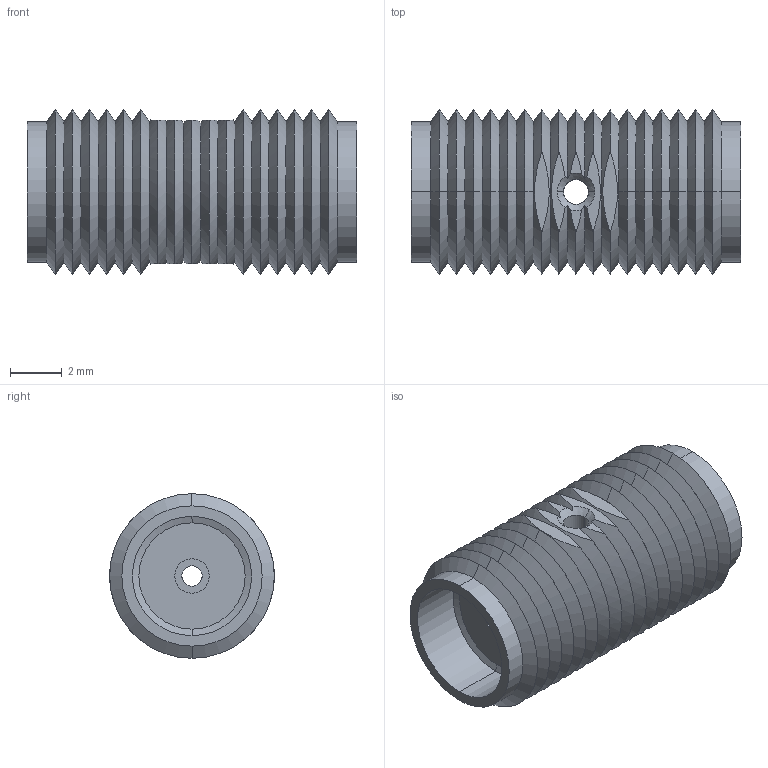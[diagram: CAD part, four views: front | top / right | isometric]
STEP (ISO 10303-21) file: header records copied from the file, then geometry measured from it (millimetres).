
FILE_DESCRIPTION (( 'STEP AP203' ), '1' );
FILE_NAME ('LCAD9070_3D.STEP', '2022-08-22T19:05:06', ( '' ), ( '' ), 'SwSTEP 2.0', 'SolidWorks 2021', '' );
FILE_SCHEMA (( 'CONFIG_CONTROL_DESIGN' ));
Length unit declared in the file: inch
Products named in the file (1): LCAD9070_3D
Bounding box: 12.7 x 6.35 x 6.35 mm (x, y, z)
Volume: 255.4 mm3; surface area: 523.9 mm2
Topology: 1 solids, 1 shells, 116 faces, 274 edges, 160 vertices
Faces by surface type: cone 76, plane 22, cylinder 18
Entity records: 3555 total; most frequent: CARTESIAN_POINT 839, DIRECTION 570, ORIENTED_EDGE 548, EDGE_CURVE 274, AXIS2_PLACEMENT_3D 239, VERTEX_POINT 160, EDGE_LOOP 122, CIRCLE 122
